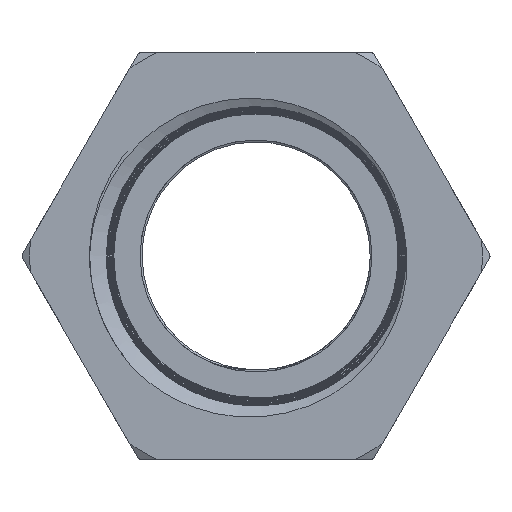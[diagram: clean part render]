
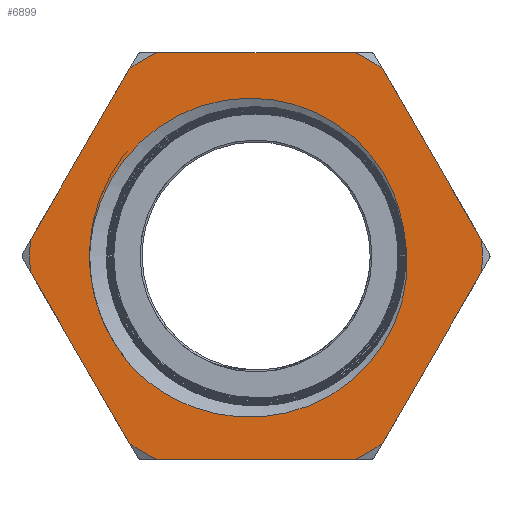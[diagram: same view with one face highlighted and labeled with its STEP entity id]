
A CAD part, left-side view. The second image highlights one B-rep face of the part: STEP entity #6899.
In plain terms, the highlighted planar face has unit normal (-1, 0, 0).
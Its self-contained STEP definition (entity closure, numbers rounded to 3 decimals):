
#657=CARTESIAN_POINT('',(-29.75,0.,0.));
#658=DIRECTION('',(-1.,0.,0.));
#659=DIRECTION('',(0.,-0.998,-0.07));
#660=AXIS2_PLACEMENT_3D('',#657,#658,#659);
#683=CARTESIAN_POINT('',(-29.75,0.,0.));
#684=DIRECTION('',(-1.,0.,0.));
#685=DIRECTION('',(0.,0.998,0.07));
#686=AXIS2_PLACEMENT_3D('',#683,#684,#685);
#807=DIRECTION('',(0.,0.5,-0.866));
#808=VECTOR('',#807,20.1);
#809=CARTESIAN_POINT('',(-29.75,12.815,19.004));
#810=LINE('',#809,#808);
#811=CARTESIAN_POINT('',(-29.75,0.,0.));
#812=DIRECTION('',(1.,0.,0.));
#813=DIRECTION('',(0.,0.559,0.829));
#814=AXIS2_PLACEMENT_3D('',#811,#812,#813);
#816=DIRECTION('',(0.,1.,0.));
#817=VECTOR('',#816,20.1);
#818=CARTESIAN_POINT('',(-29.75,-10.05,20.6));
#819=LINE('',#818,#817);
#820=CARTESIAN_POINT('',(-29.75,0.,0.));
#821=DIRECTION('',(1.,0.,0.));
#822=DIRECTION('',(0.,-0.438,0.899));
#823=AXIS2_PLACEMENT_3D('',#820,#821,#822);
#825=DIRECTION('',(0.,0.5,0.866));
#826=VECTOR('',#825,20.1);
#827=CARTESIAN_POINT('',(-29.75,-22.865,1.596));
#828=LINE('',#827,#826);
#829=DIRECTION('',(0.,-0.5,0.866));
#830=VECTOR('',#829,20.1);
#831=CARTESIAN_POINT('',(-29.75,-12.815,-19.004));
#832=LINE('',#831,#830);
#833=CARTESIAN_POINT('',(-29.75,0.,0.));
#834=DIRECTION('',(1.,0.,0.));
#835=DIRECTION('',(0.,-0.559,-0.829));
#836=AXIS2_PLACEMENT_3D('',#833,#834,#835);
#838=DIRECTION('',(0.,-1.,0.));
#839=VECTOR('',#838,20.1);
#840=CARTESIAN_POINT('',(-29.75,10.05,-20.6));
#841=LINE('',#840,#839);
#842=CARTESIAN_POINT('',(-29.75,0.,0.));
#843=DIRECTION('',(1.,0.,0.));
#844=DIRECTION('',(0.,0.438,-0.899));
#845=AXIS2_PLACEMENT_3D('',#842,#843,#844);
#847=DIRECTION('',(0.,-0.5,-0.866));
#848=VECTOR('',#847,20.1);
#849=CARTESIAN_POINT('',(-29.75,22.865,-1.596));
#850=LINE('',#849,#848);
#851=CARTESIAN_POINT('',(-29.75,-14.989,2.524));
#852=CARTESIAN_POINT('',(-29.75,-15.157,1.734));
#853=CARTESIAN_POINT('',(-29.75,-15.365,0.143));
#854=CARTESIAN_POINT('',(-29.75,-15.297,-2.303));
#855=CARTESIAN_POINT('',(-29.75,-14.839,-4.72));
#856=CARTESIAN_POINT('',(-29.75,-14.011,-7.026));
#857=CARTESIAN_POINT('',(-29.75,-12.808,-9.212));
#858=CARTESIAN_POINT('',(-29.75,-11.291,-11.163));
#859=CARTESIAN_POINT('',(-29.75,-9.459,-12.881));
#860=CARTESIAN_POINT('',(-29.75,-7.379,-14.288));
#861=CARTESIAN_POINT('',(-29.75,-5.095,-15.361));
#862=CARTESIAN_POINT('',(-29.75,-2.648,-16.069));
#863=CARTESIAN_POINT('',(-29.75,-0.129,-16.385));
#864=CARTESIAN_POINT('',(-29.75,2.395,-16.306));
#865=CARTESIAN_POINT('',(-29.75,4.73,-15.873));
#866=CARTESIAN_POINT('',(-29.75,6.733,-15.21));
#867=CARTESIAN_POINT('',(-29.75,8.448,-14.406));
#868=CARTESIAN_POINT('',(-29.75,9.951,-13.493));
#869=CARTESIAN_POINT('',(-29.75,11.309,-12.464));
#870=CARTESIAN_POINT('',(-29.75,12.146,-11.686));
#871=CARTESIAN_POINT('',(-29.75,12.545,-11.275));
#873=CARTESIAN_POINT('',(-29.75,0.,0.));
#874=DIRECTION('',(1.,0.,0.));
#875=DIRECTION('',(0.,-0.974,0.224));
#876=AXIS2_PLACEMENT_3D('',#873,#874,#875);
#878=CARTESIAN_POINT('',(-29.75,16.85,0.772));
#879=CARTESIAN_POINT('',(-29.75,16.778,1.665));
#880=CARTESIAN_POINT('',(-29.75,16.496,3.409));
#881=CARTESIAN_POINT('',(-29.75,15.672,5.921));
#882=CARTESIAN_POINT('',(-29.75,14.465,8.269));
#883=CARTESIAN_POINT('',(-29.75,12.906,10.391));
#884=CARTESIAN_POINT('',(-29.75,11.054,12.22));
#885=CARTESIAN_POINT('',(-29.75,8.924,13.742));
#886=CARTESIAN_POINT('',(-29.75,6.613,14.89));
#887=CARTESIAN_POINT('',(-29.75,4.14,15.662));
#888=CARTESIAN_POINT('',(-29.75,1.592,16.027));
#889=CARTESIAN_POINT('',(-29.75,-0.958,15.986));
#890=CARTESIAN_POINT('',(-29.75,-3.48,15.536));
#891=CARTESIAN_POINT('',(-29.75,-5.861,14.703));
#892=CARTESIAN_POINT('',(-29.75,-8.094,13.494));
#893=CARTESIAN_POINT('',(-29.75,-10.082,11.958));
#894=CARTESIAN_POINT('',(-29.75,-11.792,10.134));
#895=CARTESIAN_POINT('',(-29.75,-13.187,8.057));
#896=CARTESIAN_POINT('',(-29.75,-14.218,5.81));
#897=CARTESIAN_POINT('',(-29.75,-14.656,4.227));
#898=CARTESIAN_POINT('',(-29.75,-14.812,3.412));
#900=CARTESIAN_POINT('',(-29.75,12.545,-11.275));
#901=CARTESIAN_POINT('',(-29.75,13.136,-10.618));
#902=CARTESIAN_POINT('',(-29.75,14.199,-9.23));
#903=CARTESIAN_POINT('',(-29.75,15.458,-6.918));
#904=CARTESIAN_POINT('',(-29.75,16.344,-4.44));
#905=CARTESIAN_POINT('',(-29.75,16.834,-1.846));
#906=CARTESIAN_POINT('',(-29.75,16.89,-0.106));
#907=CARTESIAN_POINT('',(-29.75,16.85,0.772));
#5936=VERTEX_POINT('',#851);
#5937=VERTEX_POINT('',#871);
#5938=VERTEX_POINT('',#907);
#5939=VERTEX_POINT('',#898);
#6022=CARTESIAN_POINT('',(-29.75,12.815,19.004));
#6023=CARTESIAN_POINT('',(-29.75,10.05,20.6));
#6024=VERTEX_POINT('',#6022);
#6025=VERTEX_POINT('',#6023);
#6026=CARTESIAN_POINT('',(-29.75,-10.05,20.6));
#6027=CARTESIAN_POINT('',(-29.75,-12.815,19.004));
#6028=VERTEX_POINT('',#6026);
#6029=VERTEX_POINT('',#6027);
#6030=CARTESIAN_POINT('',(-29.75,-12.815,-19.004));
#6031=CARTESIAN_POINT('',(-29.75,-10.05,-20.6));
#6032=VERTEX_POINT('',#6030);
#6033=VERTEX_POINT('',#6031);
#6034=CARTESIAN_POINT('',(-29.75,10.05,-20.6));
#6035=CARTESIAN_POINT('',(-29.75,12.815,-19.004));
#6036=VERTEX_POINT('',#6034);
#6037=VERTEX_POINT('',#6035);
#6046=CARTESIAN_POINT('',(-29.75,-22.865,-1.596));
#6047=VERTEX_POINT('',#6046);
#6048=CARTESIAN_POINT('',(-29.75,-22.865,1.596));
#6049=VERTEX_POINT('',#6048);
#6050=CARTESIAN_POINT('',(-29.75,22.865,1.596));
#6051=VERTEX_POINT('',#6050);
#6052=CARTESIAN_POINT('',(-29.75,22.865,-1.596));
#6053=VERTEX_POINT('',#6052);
#6870=CARTESIAN_POINT('',(-29.75,0.,0.));
#6871=DIRECTION('',(-1.,0.,0.));
#6872=DIRECTION('',(0.,0.,1.));
#6873=AXIS2_PLACEMENT_3D('',#6870,#6871,#6872);
#6874=PLANE('',#6873);
#6875=ORIENTED_EDGE('',*,*,#6758,.F.);
#6876=ORIENTED_EDGE('',*,*,#6639,.F.);
#6877=ORIENTED_EDGE('',*,*,#6745,.T.);
#6878=ORIENTED_EDGE('',*,*,#6671,.F.);
#6879=ORIENTED_EDGE('',*,*,#6732,.T.);
#6880=ORIENTED_EDGE('',*,*,#6702,.F.);
#6881=ORIENTED_EDGE('',*,*,#6719,.F.);
#6882=ORIENTED_EDGE('',*,*,#6807,.F.);
#6883=ORIENTED_EDGE('',*,*,#6790,.T.);
#6884=ORIENTED_EDGE('',*,*,#6834,.F.);
#6885=ORIENTED_EDGE('',*,*,#6774,.T.);
#6886=ORIENTED_EDGE('',*,*,#6862,.F.);
#6887=EDGE_LOOP('',(#6875,#6876,#6877,#6878,#6879,#6880,#6881,#6882,#6883,#6884,
#6885,#6886));
#6888=FACE_OUTER_BOUND('',#6887,.F.);
#6890=ORIENTED_EDGE('',*,*,#6889,.F.);
#6892=ORIENTED_EDGE('',*,*,#6891,.F.);
#6894=ORIENTED_EDGE('',*,*,#6893,.F.);
#6896=ORIENTED_EDGE('',*,*,#6895,.F.);
#6897=EDGE_LOOP('',(#6890,#6892,#6894,#6896));
#6898=FACE_BOUND('',#6897,.F.);
#661=CIRCLE('',#660,22.921);
#687=CIRCLE('',#686,22.921);
#815=CIRCLE('',#814,22.921);
#824=CIRCLE('',#823,22.921);
#837=CIRCLE('',#836,22.921);
#846=CIRCLE('',#845,22.921);
#872=B_SPLINE_CURVE_WITH_KNOTS('',3,(#851,#852,#853,#854,#855,#856,#857,#858,
#859,#860,#861,#862,#863,#864,#865,#866,#867,#868,#869,#870,#871),.UNSPECIFIED.,
.F.,.F.,(4,1,1,1,1,1,1,1,1,1,1,1,1,1,1,1,1,1,4),(0.,0.056,
0.111,0.167,0.222,0.278,
0.333,0.389,0.444,0.5,0.556,
0.611,0.667,0.722,0.778,
0.833,0.889,0.944,1.),.UNSPECIFIED.);
#877=CIRCLE('',#876,15.2);
#899=B_SPLINE_CURVE_WITH_KNOTS('',3,(#878,#879,#880,#881,#882,#883,#884,#885,
#886,#887,#888,#889,#890,#891,#892,#893,#894,#895,#896,#897,#898),.UNSPECIFIED.,
.F.,.F.,(4,1,1,1,1,1,1,1,1,1,1,1,1,1,1,1,1,1,4),(0.,0.056,
0.111,0.167,0.222,0.278,
0.333,0.389,0.444,0.5,0.556,
0.611,0.667,0.722,0.778,
0.833,0.889,0.944,1.),.UNSPECIFIED.);
#908=B_SPLINE_CURVE_WITH_KNOTS('',3,(#900,#901,#902,#903,#904,#905,#906,#907),
.UNSPECIFIED.,.F.,.F.,(4,1,1,1,1,4),(0.,0.2,0.4,0.6,0.8,1.),
.UNSPECIFIED.);
#6639=EDGE_CURVE('',#6024,#6051,#810,.T.);
#6671=EDGE_CURVE('',#6028,#6025,#819,.T.);
#6702=EDGE_CURVE('',#6049,#6029,#828,.T.);
#6719=EDGE_CURVE('',#6047,#6049,#661,.T.);
#6732=EDGE_CURVE('',#6028,#6029,#824,.T.);
#6745=EDGE_CURVE('',#6024,#6025,#815,.T.);
#6758=EDGE_CURVE('',#6051,#6053,#687,.T.);
#6774=EDGE_CURVE('',#6036,#6037,#846,.T.);
#6790=EDGE_CURVE('',#6032,#6033,#837,.T.);
#6807=EDGE_CURVE('',#6032,#6047,#832,.T.);
#6834=EDGE_CURVE('',#6036,#6033,#841,.T.);
#6862=EDGE_CURVE('',#6053,#6037,#850,.T.);
#6889=EDGE_CURVE('',#5936,#5937,#872,.T.);
#6891=EDGE_CURVE('',#5939,#5936,#877,.T.);
#6893=EDGE_CURVE('',#5938,#5939,#899,.T.);
#6895=EDGE_CURVE('',#5937,#5938,#908,.T.);
#6899=ADVANCED_FACE('',(#6888,#6898),#6874,.T.);
